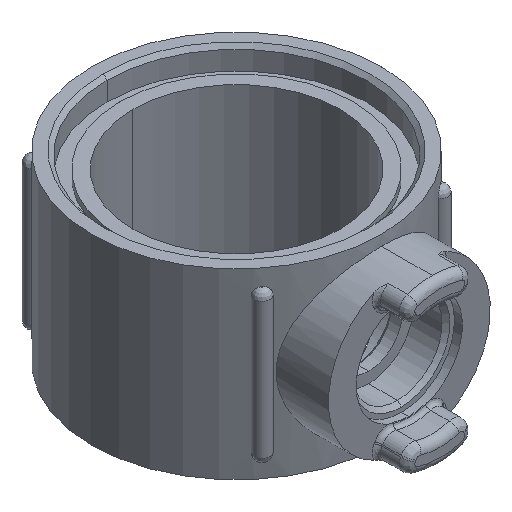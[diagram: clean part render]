
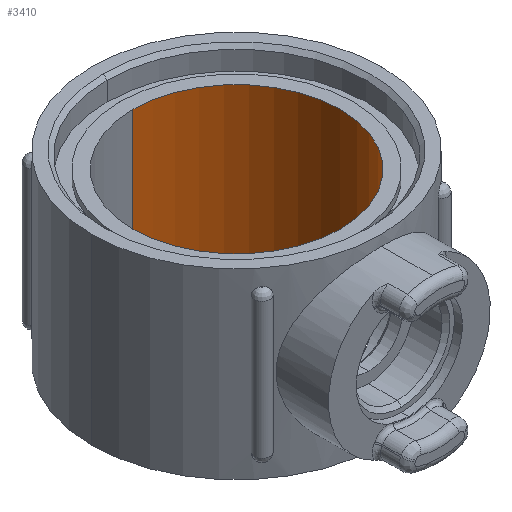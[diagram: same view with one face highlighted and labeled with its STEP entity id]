
A CAD part, isometric view. The second image highlights one B-rep face of the part: STEP entity #3410.
In plain terms, the highlighted cylindrical face has radius 0.8 mm (diameter 1.6 mm), a partial arc.
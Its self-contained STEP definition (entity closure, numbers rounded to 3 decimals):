
#1025=CARTESIAN_POINT('',(0.,-0.575,-0.58));
#1026=VERTEX_POINT('',#1025);
#1027=CARTESIAN_POINT('',(0.,-0.575,-0.42));
#1028=VERTEX_POINT('',#1027);
#1029=CARTESIAN_POINT('',(0.,-0.575,-0.58));
#1030=DIRECTION('',(0.0,0.0,1.0));
#1031=VECTOR('',#1030,0.16);
#1032=LINE('',#1029,#1031);
#1033=EDGE_CURVE('',#1026,#1028,#1032,.T.);
#1035=CARTESIAN_POINT('',(0.,1.025,-0.58));
#1036=VERTEX_POINT('',#1035);
#1044=CARTESIAN_POINT('',(0.,1.025,0.58));
#1045=VERTEX_POINT('',#1044);
#1046=CARTESIAN_POINT('',(0.,1.025,-0.58));
#1047=DIRECTION('',(0.0,0.0,1.0));
#1048=VECTOR('',#1047,1.16);
#1049=LINE('',#1046,#1048);
#1050=EDGE_CURVE('',#1036,#1045,#1049,.T.);
#1052=CARTESIAN_POINT('',(0.0,-0.575,0.58));
#1053=VERTEX_POINT('',#1052);
#1061=CARTESIAN_POINT('',(0.,-0.575,0.42));
#1062=VERTEX_POINT('',#1061);
#1063=CARTESIAN_POINT('',(0.,-0.575,0.42));
#1064=DIRECTION('',(0.0,0.0,1.0));
#1065=VECTOR('',#1064,0.16);
#1066=LINE('',#1063,#1065);
#1067=EDGE_CURVE('',#1062,#1053,#1066,.T.);
#1296=CARTESIAN_POINT('',(0.42,-0.456,0.0));
#1297=VERTEX_POINT('',#1296);
#1298=CARTESIAN_POINT('',(0.42,-0.456,0.0));
#1299=CARTESIAN_POINT('',(0.42,-0.456,0.054));
#1300=CARTESIAN_POINT('',(0.409,-0.463,0.111));
#1301=CARTESIAN_POINT('',(0.366,-0.487,0.214));
#1302=CARTESIAN_POINT('',(0.334,-0.503,0.26));
#1303=CARTESIAN_POINT('',(0.26,-0.532,0.334));
#1304=CARTESIAN_POINT('',(0.214,-0.548,0.366));
#1305=CARTESIAN_POINT('',(0.111,-0.569,0.409));
#1306=CARTESIAN_POINT('',(0.054,-0.575,0.42));
#1307=CARTESIAN_POINT('',(0.,-0.575,0.42));
#1308=B_SPLINE_CURVE_WITH_KNOTS('',3,(#1298,#1299,#1300,#1301,#1302,#1303,#1304,#1305,#1306,#1307),.UNSPECIFIED.,.F.,.U.,(4,2,2,2,4),(0.0,0.162,0.324,0.486,0.647),.UNSPECIFIED.);
#1309=EDGE_CURVE('',#1297,#1062,#1308,.T.);
#1311=CARTESIAN_POINT('',(0.,-0.575,-0.42));
#1312=CARTESIAN_POINT('',(0.054,-0.575,-0.42));
#1313=CARTESIAN_POINT('',(0.111,-0.569,-0.409));
#1314=CARTESIAN_POINT('',(0.214,-0.548,-0.366));
#1315=CARTESIAN_POINT('',(0.26,-0.532,-0.334));
#1316=CARTESIAN_POINT('',(0.334,-0.503,-0.26));
#1317=CARTESIAN_POINT('',(0.366,-0.487,-0.214));
#1318=CARTESIAN_POINT('',(0.409,-0.463,-0.111));
#1319=CARTESIAN_POINT('',(0.42,-0.456,-0.054));
#1320=CARTESIAN_POINT('',(0.42,-0.456,0.0));
#1321=B_SPLINE_CURVE_WITH_KNOTS('',3,(#1311,#1312,#1313,#1314,#1315,#1316,#1317,#1318,#1319,#1320),.UNSPECIFIED.,.F.,.U.,(4,2,2,2,4),(1.942,2.104,2.265,2.427,2.589),.UNSPECIFIED.);
#1322=EDGE_CURVE('',#1028,#1297,#1321,.T.);
#3348=CARTESIAN_POINT('',(0.,0.225,-0.58));
#3349=DIRECTION('',(0.0,0.0,-1.0));
#3350=DIRECTION('',(0.0,-1.0,0.0));
#3351=AXIS2_PLACEMENT_3D('',#3348,#3349,#3350);
#3352=CIRCLE('',#3351,0.8);
#3353=EDGE_CURVE('',#1036,#1026,#3352,.T.);
#3390=CARTESIAN_POINT('',(0.0,0.225,0.29));
#3391=DIRECTION('',(0.0,0.0,1.0));
#3392=DIRECTION('',(0.0,-1.0,0.0));
#3393=AXIS2_PLACEMENT_3D('',#3390,#3391,#3392);
#3394=CYLINDRICAL_SURFACE('',#3393,0.8);
#3395=ORIENTED_EDGE('',*,*,#1033,.T.);
#3396=ORIENTED_EDGE('',*,*,#1322,.T.);
#3397=ORIENTED_EDGE('',*,*,#1309,.T.);
#3398=ORIENTED_EDGE('',*,*,#1067,.T.);
#3399=CARTESIAN_POINT('',(0.0,0.225,0.58));
#3400=DIRECTION('',(0.0,0.0,1.0));
#3401=DIRECTION('',(0.0,-1.0,0.0));
#3402=AXIS2_PLACEMENT_3D('',#3399,#3400,#3401);
#3403=CIRCLE('',#3402,0.8);
#3404=EDGE_CURVE('',#1053,#1045,#3403,.T.);
#3405=ORIENTED_EDGE('',*,*,#3404,.T.);
#3406=ORIENTED_EDGE('',*,*,#1050,.F.);
#3407=ORIENTED_EDGE('',*,*,#3353,.T.);
#3408=EDGE_LOOP('',(#3395,#3396,#3397,#3398,#3405,#3406,#3407));
#3409=FACE_OUTER_BOUND('',#3408,.T.);
#3410=ADVANCED_FACE('',(#3409),#3394,.F.);
